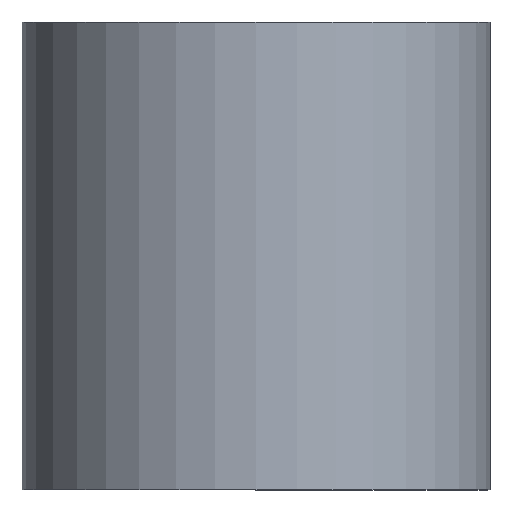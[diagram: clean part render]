
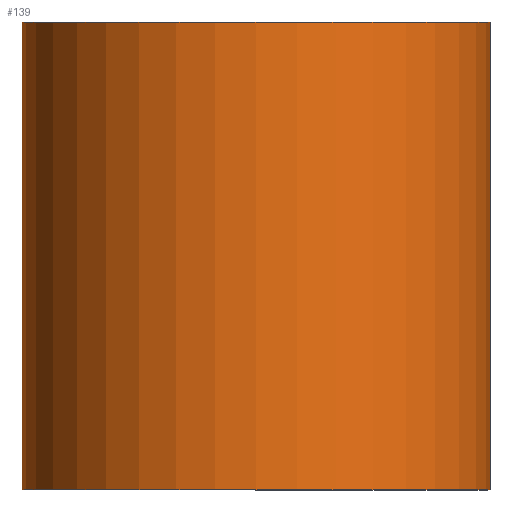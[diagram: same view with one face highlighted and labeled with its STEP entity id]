
A CAD part, front view. The second image highlights one B-rep face of the part: STEP entity #139.
In plain terms, the highlighted cylindrical face has radius 3.5 mm (diameter 7 mm), a full revolution.
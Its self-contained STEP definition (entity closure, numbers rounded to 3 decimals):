
#44=ORIENTED_EDGE('',*,*,#76,.T.);
#45=ORIENTED_EDGE('',*,*,#77,.F.);
#76=EDGE_CURVE('',#92,#92,#104,.T.);
#77=EDGE_CURVE('',#93,#93,#105,.T.);
#92=VERTEX_POINT('',#215);
#93=VERTEX_POINT('',#217);
#104=CIRCLE('',#165,3.5);
#105=CIRCLE('',#166,3.5);
#110=EDGE_LOOP('',(#44));
#111=EDGE_LOOP('',(#45));
#123=FACE_BOUND('',#110,.T.);
#124=FACE_BOUND('',#111,.T.);
#137=CYLINDRICAL_SURFACE('',#164,3.5);
#139=ADVANCED_FACE('',(#123,#124),#137,.T.);
#164=AXIS2_PLACEMENT_3D('',#213,#181,#182);
#165=AXIS2_PLACEMENT_3D('',#214,#183,#184);
#166=AXIS2_PLACEMENT_3D('',#216,#185,#186);
#181=DIRECTION('',(1.,0.,0.));
#182=DIRECTION('',(0.,0.,1.));
#183=DIRECTION('',(-1.,0.,0.));
#184=DIRECTION('',(0.,0.,1.));
#185=DIRECTION('',(-1.,0.,0.));
#186=DIRECTION('',(0.,0.,1.));
#213=CARTESIAN_POINT('',(0.,0.,0.));
#214=CARTESIAN_POINT('',(7.,0.,0.));
#215=CARTESIAN_POINT('',(7.,0.,3.5));
#216=CARTESIAN_POINT('',(0.,0.,0.));
#217=CARTESIAN_POINT('',(0.,0.,3.5));
